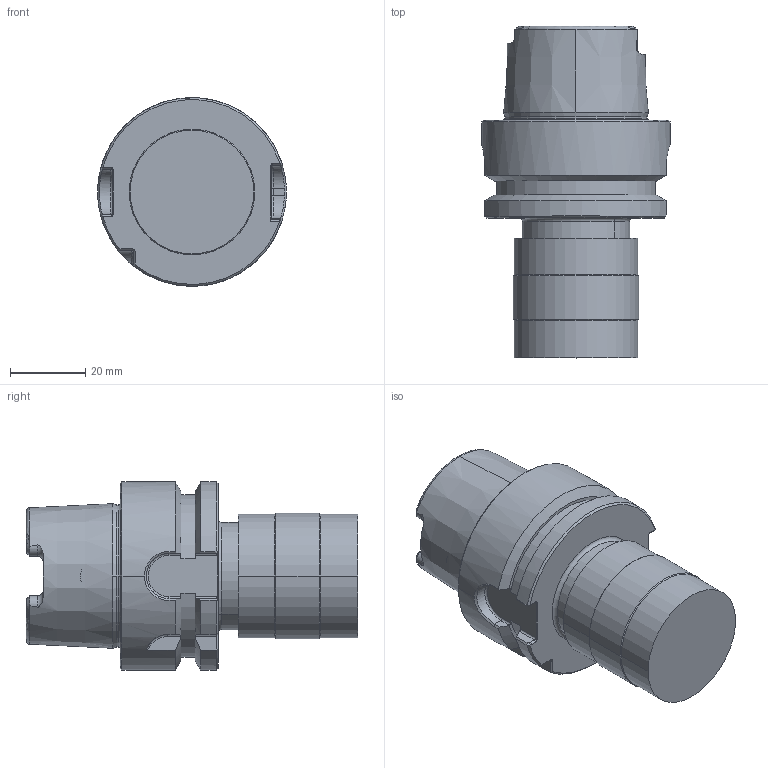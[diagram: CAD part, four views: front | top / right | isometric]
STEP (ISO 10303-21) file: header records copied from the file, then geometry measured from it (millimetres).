
FILE_DESCRIPTION((''),'2;1');
FILE_NAME('21480-H50A','2021-06-10T08:25:10',('046'),(''),'CREO PARAMETRIC BY PTC INC, 2019352','CREO PARAMETRIC BY PTC INC, 2019352','');
FILE_SCHEMA(('CONFIG_CONTROL_DESIGN'));
Length unit declared in the file: millimetre
Products named in the file (1): 21480-H50A
Bounding box: 50 x 87.9 x 50 mm (x, y, z)
Volume: 87093.8 mm3; surface area: 17814.4 mm2
Topology: 1 solids, 1 shells, 194 faces, 493 edges, 304 vertices
Faces by surface type: plane 66, cylinder 54, cone 35, torus 22, bspline 17
Entity records: 7243 total; most frequent: CARTESIAN_POINT 2746, ORIENTED_EDGE 986, DIRECTION 859, EDGE_CURVE 493, AXIS2_PLACEMENT_3D 325, VERTEX_POINT 304, VECTOR 209, LINE 209
